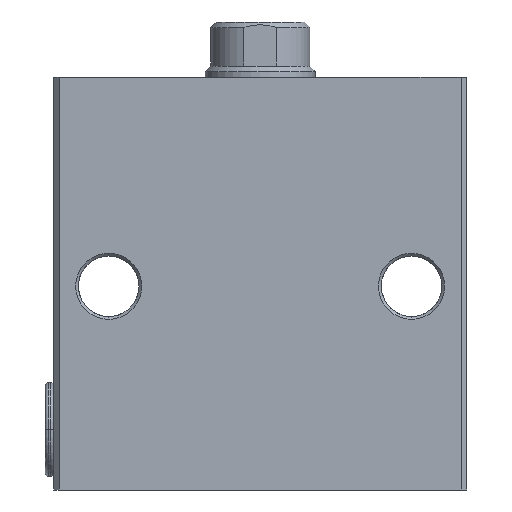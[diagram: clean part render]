
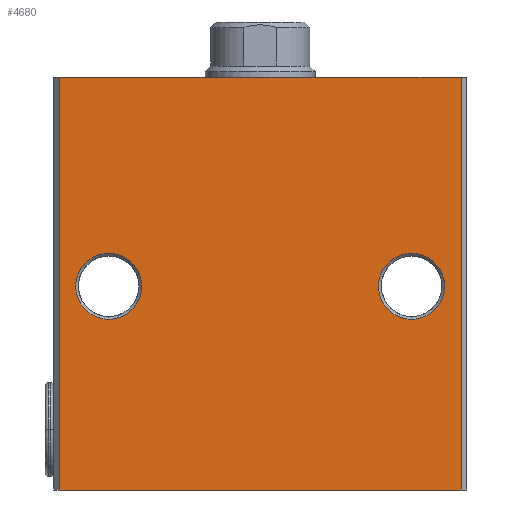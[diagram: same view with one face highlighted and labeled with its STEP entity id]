
A CAD part, front view. The second image highlights one B-rep face of the part: STEP entity #4680.
In plain terms, the highlighted planar face has unit normal (0, -1, 0).
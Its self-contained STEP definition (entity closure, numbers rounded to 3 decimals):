
#53 = VECTOR ( 'NONE', #7889, 1000. ) ;
#96 = LINE ( 'NONE', #5942, #6499 ) ;
#120 = EDGE_CURVE ( 'NONE', #4042, #5126, #937, .T. ) ;
#171 = CARTESIAN_POINT ( 'NONE',  ( -14379.86, 1847.5, 75. ) ) ;
#242 = VERTEX_POINT ( 'NONE', #2162 ) ;
#346 = EDGE_CURVE ( 'NONE', #6209, #242, #4643, .T. ) ;
#468 = CARTESIAN_POINT ( 'NONE',  ( -14370.86, 1847.5, 31. ) ) ;
#534 = CARTESIAN_POINT ( 'NONE',  ( -14315.86, 1847.5, 31. ) ) ;
#608 = DIRECTION ( 'NONE',  ( 0., 1., 0. ) ) ;
#619 = AXIS2_PLACEMENT_3D ( 'NONE', #6075, #4839, #6102 ) ;
#634 = DIRECTION ( 'NONE',  ( 0., 1., 0. ) ) ;
#876 = DIRECTION ( 'NONE',  ( 0., 0., -1. ) ) ;
#937 = CIRCLE ( 'NONE', #619, 6. ) ;
#1252 = VECTOR ( 'NONE', #1446, 1000. ) ;
#1343 = ORIENTED_EDGE ( 'NONE', *, *, #7009, .F. ) ;
#1446 = DIRECTION ( 'NONE',  ( 1., 0., 0. ) ) ;
#1451 = ORIENTED_EDGE ( 'NONE', *, *, #3734, .T. ) ;
#1730 = FACE_BOUND ( 'NONE', #5142, .T. ) ;
#1827 = ORIENTED_EDGE ( 'NONE', *, *, #2225, .T. ) ;
#1964 = LINE ( 'NONE', #4082, #53 ) ;
#2162 = CARTESIAN_POINT ( 'NONE',  ( -14306.86, 1847.5, 75. ) ) ;
#2225 = EDGE_CURVE ( 'NONE', #6414, #5556, #96, .T. ) ;
#2457 = CARTESIAN_POINT ( 'NONE',  ( -14379.86, 1847.5, 0. ) ) ;
#2750 = DIRECTION ( 'NONE',  ( 1., 0., 0. ) ) ;
#2760 = DIRECTION ( 'NONE',  ( 0., 1., 0. ) ) ;
#2900 = AXIS2_PLACEMENT_3D ( 'NONE', #4435, #608, #5095 ) ;
#2972 = VECTOR ( 'NONE', #876, 1000. ) ;
#3112 = EDGE_CURVE ( 'NONE', #6209, #6414, #1964, .T. ) ;
#3150 = ORIENTED_EDGE ( 'NONE', *, *, #3112, .T. ) ;
#3444 = FACE_OUTER_BOUND ( 'NONE', #6951, .T. ) ;
#3454 = CARTESIAN_POINT ( 'NONE',  ( -14370.86, 1847.5, 37. ) ) ;
#3648 = CIRCLE ( 'NONE', #2900, 6. ) ;
#3714 = ORIENTED_EDGE ( 'NONE', *, *, #4644, .T. ) ;
#3734 = EDGE_CURVE ( 'NONE', #5126, #4042, #5324, .T. ) ;
#4042 = VERTEX_POINT ( 'NONE', #468 ) ;
#4082 = CARTESIAN_POINT ( 'NONE',  ( -14379.86, 1847.5, 75. ) ) ;
#4089 = DIRECTION ( 'NONE',  ( 0., 0., 1. ) ) ;
#4435 = CARTESIAN_POINT ( 'NONE',  ( -14315.86, 1847.5, 37. ) ) ;
#4643 = LINE ( 'NONE', #171, #1252 ) ;
#4644 = EDGE_CURVE ( 'NONE', #6549, #5151, #3648, .T. ) ;
#4680 = ADVANCED_FACE ( 'NONE', ( #6845, #1730, #3444 ), #7641, .F. ) ;
#4839 = DIRECTION ( 'NONE',  ( 0., 1., 0. ) ) ;
#5068 = EDGE_LOOP ( 'NONE', ( #7142, #3714 ) ) ;
#5095 = DIRECTION ( 'NONE',  ( 0., 0., 1. ) ) ;
#5125 = DIRECTION ( 'NONE',  ( 0., 0., 1. ) ) ;
#5126 = VERTEX_POINT ( 'NONE', #8131 ) ;
#5142 = EDGE_LOOP ( 'NONE', ( #6266, #1451 ) ) ;
#5151 = VERTEX_POINT ( 'NONE', #534 ) ;
#5182 = CARTESIAN_POINT ( 'NONE',  ( -14315.86, 1847.5, 43. ) ) ;
#5324 = CIRCLE ( 'NONE', #7006, 6. ) ;
#5374 = CARTESIAN_POINT ( 'NONE',  ( -14306.86, 1847.5, 75. ) ) ;
#5414 = CARTESIAN_POINT ( 'NONE',  ( -14306.86, 1847.5, 0. ) ) ;
#5486 = AXIS2_PLACEMENT_3D ( 'NONE', #8266, #634, #5125 ) ;
#5522 = AXIS2_PLACEMENT_3D ( 'NONE', #6608, #2760, #7235 ) ;
#5556 = VERTEX_POINT ( 'NONE', #5414 ) ;
#5942 = CARTESIAN_POINT ( 'NONE',  ( -14379.86, 1847.5, 0. ) ) ;
#5982 = EDGE_CURVE ( 'NONE', #5151, #6549, #6343, .T. ) ;
#6075 = CARTESIAN_POINT ( 'NONE',  ( -14370.86, 1847.5, 37. ) ) ;
#6102 = DIRECTION ( 'NONE',  ( 0., 0., 1. ) ) ;
#6209 = VERTEX_POINT ( 'NONE', #8026 ) ;
#6266 = ORIENTED_EDGE ( 'NONE', *, *, #120, .T. ) ;
#6343 = CIRCLE ( 'NONE', #5522, 6. ) ;
#6414 = VERTEX_POINT ( 'NONE', #2457 ) ;
#6499 = VECTOR ( 'NONE', #2750, 1000. ) ;
#6549 = VERTEX_POINT ( 'NONE', #5182 ) ;
#6608 = CARTESIAN_POINT ( 'NONE',  ( -14315.86, 1847.5, 37. ) ) ;
#6845 = FACE_BOUND ( 'NONE', #5068, .T. ) ;
#6951 = EDGE_LOOP ( 'NONE', ( #1827, #1343, #7260, #3150 ) ) ;
#7006 = AXIS2_PLACEMENT_3D ( 'NONE', #3454, #7898, #4089 ) ;
#7009 = EDGE_CURVE ( 'NONE', #242, #5556, #8068, .T. ) ;
#7142 = ORIENTED_EDGE ( 'NONE', *, *, #5982, .T. ) ;
#7235 = DIRECTION ( 'NONE',  ( 0., 0., 1. ) ) ;
#7260 = ORIENTED_EDGE ( 'NONE', *, *, #346, .F. ) ;
#7641 = PLANE ( 'NONE',  #5486 ) ;
#7889 = DIRECTION ( 'NONE',  ( 0., 0., -1. ) ) ;
#7898 = DIRECTION ( 'NONE',  ( 0., 1., 0. ) ) ;
#8026 = CARTESIAN_POINT ( 'NONE',  ( -14379.86, 1847.5, 75. ) ) ;
#8068 = LINE ( 'NONE', #5374, #2972 ) ;
#8131 = CARTESIAN_POINT ( 'NONE',  ( -14370.86, 1847.5, 43. ) ) ;
#8266 = CARTESIAN_POINT ( 'NONE',  ( -14379.86, 1847.5, 75. ) ) ;
